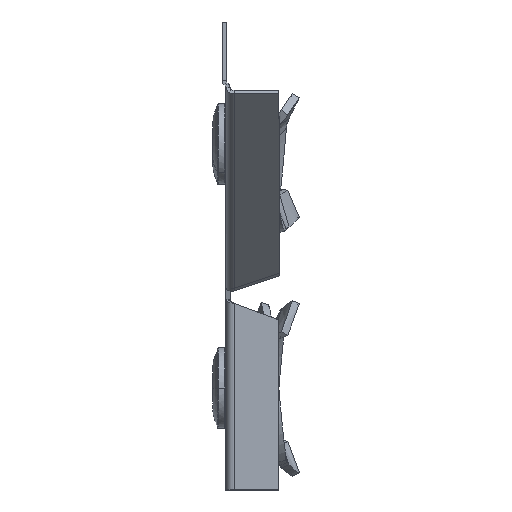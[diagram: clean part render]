
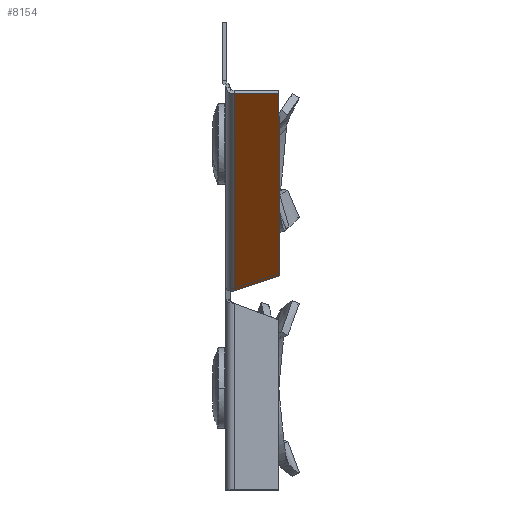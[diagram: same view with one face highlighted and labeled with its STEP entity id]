
A CAD part, left-side view. The second image highlights one B-rep face of the part: STEP entity #8154.
In plain terms, the highlighted planar face has unit normal (-0.706, 0, -0.708).
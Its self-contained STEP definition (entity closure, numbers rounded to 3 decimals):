
#362 = VECTOR ( 'NONE', #2585, 1000. ) ;
#1763 = LINE ( 'NONE', #7683, #362 ) ;
#2198 = ORIENTED_EDGE ( 'NONE', *, *, #11917, .F. ) ;
#2379 = EDGE_CURVE ( 'NONE', #12353, #9408, #8137, .T. ) ;
#2585 = DIRECTION ( 'NONE',  ( -0.708, 0.001, 0.706 ) ) ;
#3722 = FACE_OUTER_BOUND ( 'NONE', #12985, .T. ) ;
#3863 = EDGE_CURVE ( 'NONE', #5435, #11027, #5091, .T. ) ;
#3875 = PLANE ( 'NONE',  #11723 ) ;
#4691 = CARTESIAN_POINT ( 'NONE',  ( -156.411, -13.115, -62.578 ) ) ;
#4811 = CARTESIAN_POINT ( 'NONE',  ( -151.957, -2., -67.02 ) ) ;
#4862 = LINE ( 'NONE', #4811, #7274 ) ;
#4947 = VECTOR ( 'NONE', #10423, 1000. ) ;
#5091 = LINE ( 'NONE', #11792, #7019 ) ;
#5435 = VERTEX_POINT ( 'NONE', #6777 ) ;
#5446 = ORIENTED_EDGE ( 'NONE', *, *, #2379, .T. ) ;
#6777 = CARTESIAN_POINT ( 'NONE',  ( -152.728, -2., -66.252 ) ) ;
#7019 = VECTOR ( 'NONE', #9818, 1000. ) ;
#7274 = VECTOR ( 'NONE', #10898, 1000. ) ;
#7683 = CARTESIAN_POINT ( 'NONE',  ( -201.426, -13.024, -17.693 ) ) ;
#8021 = EDGE_CURVE ( 'NONE', #11027, #12353, #1763, .T. ) ;
#8137 = LINE ( 'NONE', #9347, #4947 ) ;
#8154 = ADVANCED_FACE ( 'NONE', ( #3722 ), #3875, .F. ) ;
#8981 = CARTESIAN_POINT ( 'NONE',  ( -201.414, -2., -17.704 ) ) ;
#9121 = ORIENTED_EDGE ( 'NONE', *, *, #8021, .T. ) ;
#9347 = CARTESIAN_POINT ( 'NONE',  ( -201.412, 0.199, -17.706 ) ) ;
#9408 = VERTEX_POINT ( 'NONE', #8981 ) ;
#9600 = ORIENTED_EDGE ( 'NONE', *, *, #3863, .T. ) ;
#9818 = DIRECTION ( 'NONE',  ( -0.3, -0.906, 0.299 ) ) ;
#10423 = DIRECTION ( 'NONE',  ( 0.001, 1., -0.001 ) ) ;
#10898 = DIRECTION ( 'NONE',  ( -0.708, 0., 0.706 ) ) ;
#10930 = DIRECTION ( 'NONE',  ( 0.706, 0., 0.708 ) ) ;
#11018 = DIRECTION ( 'NONE',  ( 0.5, -0.708, -0.499 ) ) ;
#11027 = VERTEX_POINT ( 'NONE', #4691 ) ;
#11381 = CARTESIAN_POINT ( 'NONE',  ( -201.426, -13.024, -17.693 ) ) ;
#11723 = AXIS2_PLACEMENT_3D ( 'NONE', #12141, #10930, #11018 ) ;
#11792 = CARTESIAN_POINT ( 'NONE',  ( -156.411, -13.115, -62.578 ) ) ;
#11917 = EDGE_CURVE ( 'NONE', #5435, #9408, #4862, .T. ) ;
#12141 = CARTESIAN_POINT ( 'NONE',  ( -151.957, -69.841, -67.02 ) ) ;
#12353 = VERTEX_POINT ( 'NONE', #11381 ) ;
#12985 = EDGE_LOOP ( 'NONE', ( #2198, #9600, #9121, #5446 ) ) ;
